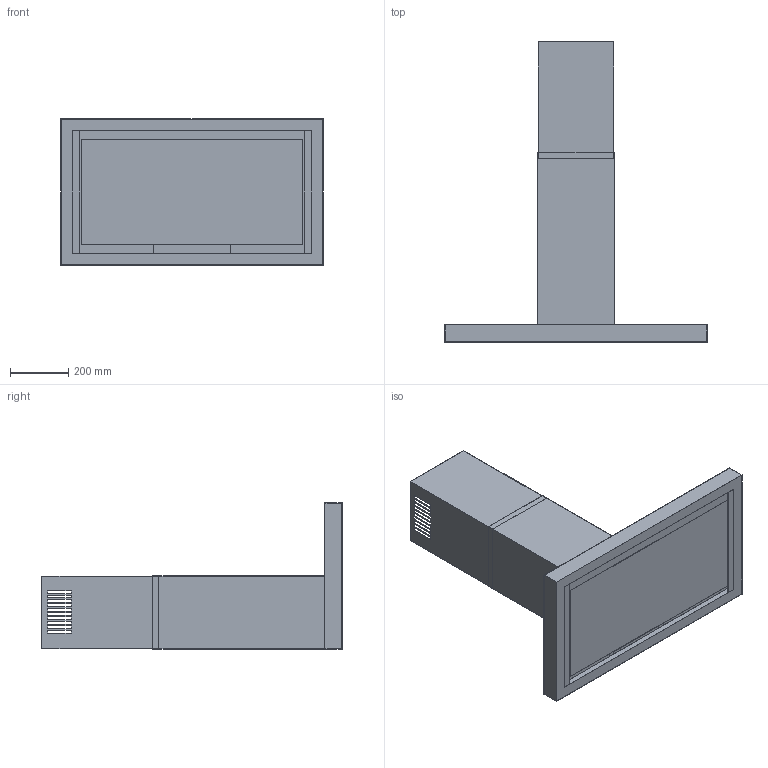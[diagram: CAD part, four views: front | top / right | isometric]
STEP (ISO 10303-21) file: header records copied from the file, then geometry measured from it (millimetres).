
FILE_DESCRIPTION((''),'2;1');
FILE_NAME('DS3326-9S','2021-02-12T',('seona'),(''),'CREO PARAMETRIC BY PTC INC, 2016260','CREO PARAMETRIC BY PTC INC, 2016260','');
FILE_SCHEMA(('CONFIG_CONTROL_DESIGN'));
Length unit declared in the file: millimetre
Products named in the file (1): DS3326-9S
Bounding box: 898 x 1027 x 500 mm (x, y, z)
Volume: 1872622 mm3; surface area: 3598419.6 mm2
Topology: 5 solids, 5 shells, 140 faces, 384 edges, 256 vertices
Faces by surface type: plane 140
Entity records: 4458 total; most frequent: CARTESIAN_POINT 780, ORIENTED_EDGE 768, DIRECTION 664, VECTOR 384, LINE 384, EDGE_CURVE 384, VERTEX_POINT 256, EDGE_LOOP 182
